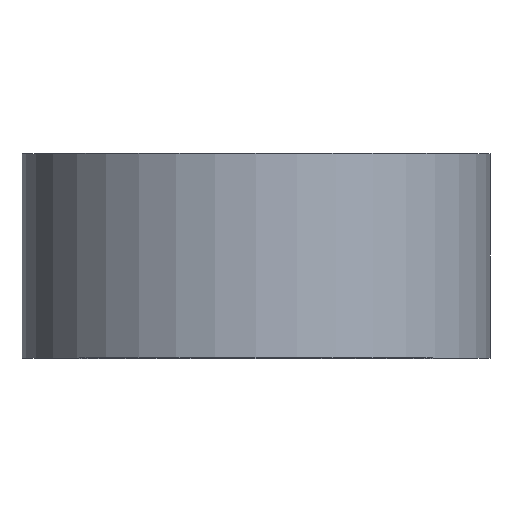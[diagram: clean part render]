
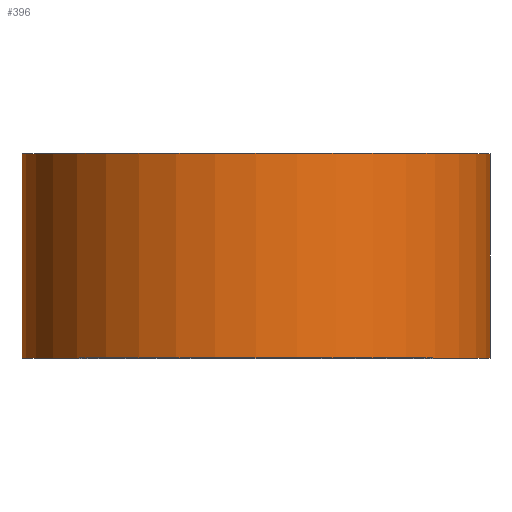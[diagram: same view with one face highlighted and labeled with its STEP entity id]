
A CAD part, top view. The second image highlights one B-rep face of the part: STEP entity #396.
In plain terms, the highlighted free-form (B-spline) face has degree [3, 1] with [4, 2] control points.
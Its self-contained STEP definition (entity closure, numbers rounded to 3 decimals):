
#59=LINE('',#751,#85);
#60=LINE('',#755,#86);
#85=VECTOR('',#475,1000.);
#86=VECTOR('',#478,1000.);
#150=ORIENTED_EDGE('',*,*,#261,.F.);
#151=ORIENTED_EDGE('',*,*,#262,.F.);
#152=ORIENTED_EDGE('',*,*,#263,.T.);
#153=ORIENTED_EDGE('',*,*,#243,.T.);
#154=ORIENTED_EDGE('',*,*,#245,.T.);
#243=EDGE_CURVE('',#300,#301,#319,.T.);
#245=EDGE_CURVE('',#301,#302,#321,.T.);
#261=EDGE_CURVE('',#311,#302,#59,.T.);
#262=EDGE_CURVE('',#312,#311,#323,.T.);
#263=EDGE_CURVE('',#312,#300,#60,.T.);
#300=VERTEX_POINT('',#699);
#301=VERTEX_POINT('',#700);
#302=VERTEX_POINT('',#702);
#311=VERTEX_POINT('',#752);
#312=VERTEX_POINT('',#754);
#319=CIRCLE('',#422,6.75);
#321=CIRCLE('',#424,6.75);
#323=CIRCLE('',#426,6.75);
#343=EDGE_LOOP('',(#150,#151,#152,#153,#154));
#365=FACE_BOUND('',#343,.T.);
#379=(
BOUNDED_SURFACE()
B_SPLINE_SURFACE(3,1,((#743,#744),(#745,#746),(#747,#748),(#749,#750)),
 .CYLINDRICAL_SURF.,.F.,.F.,.F.)
B_SPLINE_SURFACE_WITH_KNOTS((4,4),(2,2),(0.,1.),(0.045,0.955),
 .PIECEWISE_BEZIER_KNOTS.)
GEOMETRIC_REPRESENTATION_ITEM()
RATIONAL_B_SPLINE_SURFACE(((1.,1.),(0.333,0.333),
(0.333,0.333),(1.,1.)))
REPRESENTATION_ITEM('')
SURFACE()
);
#396=ADVANCED_FACE('',(#365),#379,.T.);
#422=AXIS2_PLACEMENT_3D('',#698,#453,#454);
#424=AXIS2_PLACEMENT_3D('',#703,#457,#458);
#426=AXIS2_PLACEMENT_3D('',#753,#476,#477);
#453=DIRECTION('',(0.,1.,0.));
#454=DIRECTION('',(0.,0.,1.));
#457=DIRECTION('',(0.,1.,0.));
#458=DIRECTION('',(0.,0.,1.));
#475=DIRECTION('',(0.,-1.,0.));
#476=DIRECTION('',(0.,1.,0.));
#477=DIRECTION('',(1.,0.,0.));
#478=DIRECTION('',(0.,-1.,0.));
#698=CARTESIAN_POINT('',(0.,0.,0.));
#699=CARTESIAN_POINT('',(-6.75,0.,0.));
#700=CARTESIAN_POINT('',(0.,0.,6.75));
#702=CARTESIAN_POINT('',(6.75,0.,0.));
#703=CARTESIAN_POINT('',(0.,0.,0.));
#743=CARTESIAN_POINT('',(6.75,5.9,0.));
#744=CARTESIAN_POINT('',(6.75,0.,0.));
#745=CARTESIAN_POINT('',(6.75,5.9,13.5));
#746=CARTESIAN_POINT('',(6.75,0.,13.5));
#747=CARTESIAN_POINT('',(-6.75,5.9,13.5));
#748=CARTESIAN_POINT('',(-6.75,0.,13.5));
#749=CARTESIAN_POINT('',(-6.75,5.9,0.));
#750=CARTESIAN_POINT('',(-6.75,0.,0.));
#751=CARTESIAN_POINT('',(6.75,2.95,0.));
#752=CARTESIAN_POINT('',(6.75,5.9,0.));
#753=CARTESIAN_POINT('',(0.,5.9,0.));
#754=CARTESIAN_POINT('',(-6.75,5.9,0.));
#755=CARTESIAN_POINT('',(-6.75,2.95,0.));
